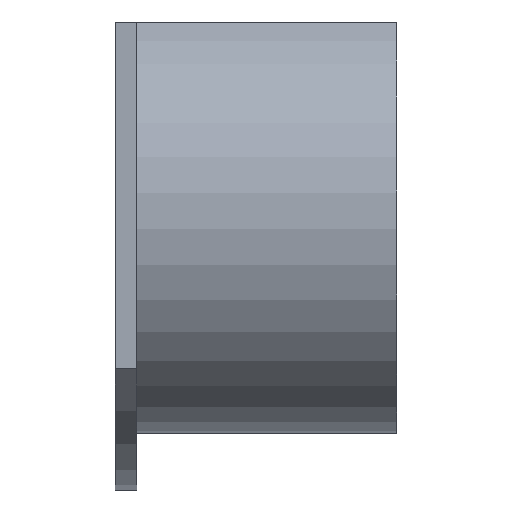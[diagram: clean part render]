
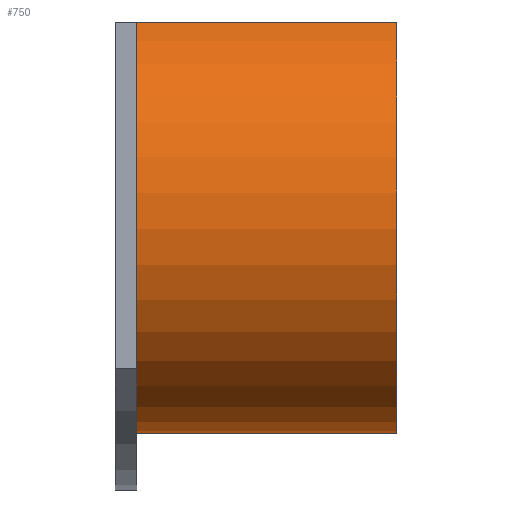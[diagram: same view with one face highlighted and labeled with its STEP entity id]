
A CAD part, left-side view. The second image highlights one B-rep face of the part: STEP entity #750.
In plain terms, the highlighted cylindrical face has radius 10 mm (diameter 20 mm), a partial arc.
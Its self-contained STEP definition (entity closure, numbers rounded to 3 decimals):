
#12 = CARTESIAN_POINT ( 'NONE',  ( 0., 0., -10. ) ) ;
#61 = EDGE_CURVE ( 'NONE', #463, #692, #354, .T. ) ;
#64 = AXIS2_PLACEMENT_3D ( 'NONE', #1046, #920, #1414 ) ;
#98 = CARTESIAN_POINT ( 'NONE',  ( -4.359, 12., 9. ) ) ;
#115 = CARTESIAN_POINT ( 'NONE',  ( 0., 12., -10. ) ) ;
#148 = VECTOR ( 'NONE', #480, 1000. ) ;
#160 = EDGE_LOOP ( 'NONE', ( #194, #661, #877, #1299 ) ) ;
#194 = ORIENTED_EDGE ( 'NONE', *, *, #1613, .F. ) ;
#263 = DIRECTION ( 'NONE',  ( 0., 1., 0. ) ) ;
#276 = FACE_OUTER_BOUND ( 'NONE', #160, .T. ) ;
#278 = DIRECTION ( 'NONE',  ( 0., -1., 0. ) ) ;
#353 = CARTESIAN_POINT ( 'NONE',  ( 0., 12., -10. ) ) ;
#354 = LINE ( 'NONE', #115, #428 ) ;
#365 = CIRCLE ( 'NONE', #471, 10. ) ;
#428 = VECTOR ( 'NONE', #278, 1000. ) ;
#463 = VERTEX_POINT ( 'NONE', #353 ) ;
#471 = AXIS2_PLACEMENT_3D ( 'NONE', #771, #263, #1281 ) ;
#480 = DIRECTION ( 'NONE',  ( 0., 1., 0. ) ) ;
#509 = CARTESIAN_POINT ( 'NONE',  ( 0., 0., 0. ) ) ;
#527 = CYLINDRICAL_SURFACE ( 'NONE', #64, 10. ) ;
#533 = EDGE_CURVE ( 'NONE', #1085, #542, #1473, .T. ) ;
#542 = VERTEX_POINT ( 'NONE', #98 ) ;
#661 = ORIENTED_EDGE ( 'NONE', *, *, #61, .T. ) ;
#680 = EDGE_CURVE ( 'NONE', #692, #1085, #1354, .T. ) ;
#692 = VERTEX_POINT ( 'NONE', #12 ) ;
#750 = ADVANCED_FACE ( 'NONE', ( #276 ), #527, .T. ) ;
#771 = CARTESIAN_POINT ( 'NONE',  ( 0., 12., 0. ) ) ;
#877 = ORIENTED_EDGE ( 'NONE', *, *, #680, .T. ) ;
#902 = DIRECTION ( 'NONE',  ( 0., 0., 1. ) ) ;
#920 = DIRECTION ( 'NONE',  ( 0., -1., 0. ) ) ;
#1019 = DIRECTION ( 'NONE',  ( 0., 1., 0. ) ) ;
#1046 = CARTESIAN_POINT ( 'NONE',  ( 0., 12., 0. ) ) ;
#1085 = VERTEX_POINT ( 'NONE', #1191 ) ;
#1191 = CARTESIAN_POINT ( 'NONE',  ( -4.359, 0., 9. ) ) ;
#1218 = CARTESIAN_POINT ( 'NONE',  ( -4.359, 12., 9. ) ) ;
#1281 = DIRECTION ( 'NONE',  ( 0., 0., 1. ) ) ;
#1299 = ORIENTED_EDGE ( 'NONE', *, *, #533, .T. ) ;
#1354 = CIRCLE ( 'NONE', #1408, 10. ) ;
#1408 = AXIS2_PLACEMENT_3D ( 'NONE', #509, #1019, #902 ) ;
#1414 = DIRECTION ( 'NONE',  ( 0., 0., -1. ) ) ;
#1473 = LINE ( 'NONE', #1218, #148 ) ;
#1613 = EDGE_CURVE ( 'NONE', #463, #542, #365, .T. ) ;
